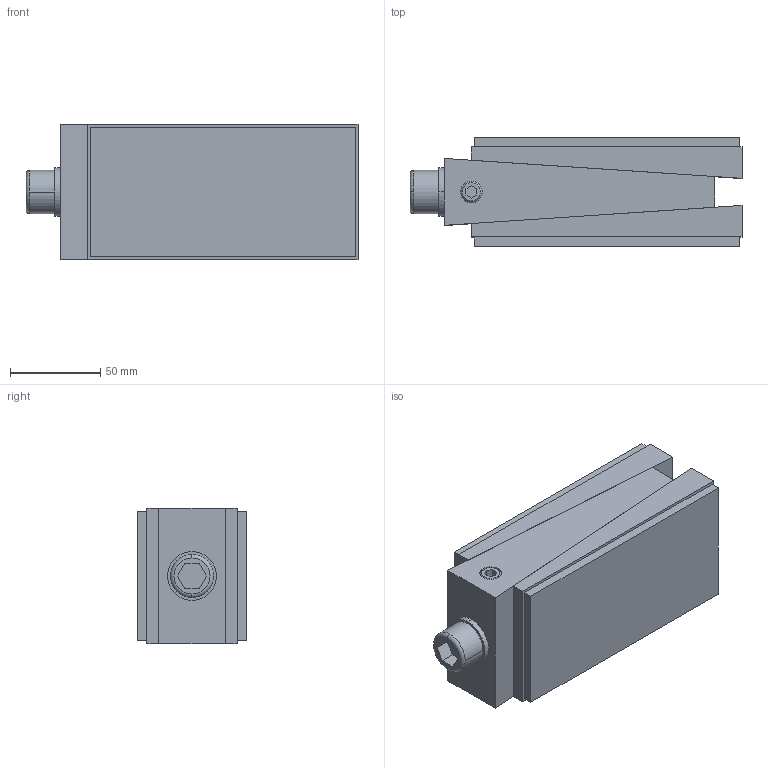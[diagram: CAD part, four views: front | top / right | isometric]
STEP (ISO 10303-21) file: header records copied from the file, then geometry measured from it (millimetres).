
FILE_DESCRIPTION(('STEP AP203'),'1');
FILE_NAME('n150g.stp','2014-04-30T15:49:48',('TraceParts'),('TraceParts S.A.'),'XStep 1.0',' ',' ');
FILE_SCHEMA(('CONFIG_CONTROL_DESIGN'));
Length unit declared in the file: millimetre
Products named in the file (3): 1; 2; 3
Bounding box: 184 x 60 x 75 mm (x, y, z)
Volume: 698344.2 mm3; surface area: 97613.4 mm2
Topology: 3 solids, 3 shells, 67 faces, 153 edges, 101 vertices
Faces by surface type: plane 53, cylinder 8, cone 4, torus 2
Entity records: 2002 total; most frequent: CARTESIAN_POINT 324, DIRECTION 320, ORIENTED_EDGE 306, EDGE_CURVE 153, LINE 126, VECTOR 126, VERTEX_POINT 101, AXIS2_PLACEMENT_3D 97
